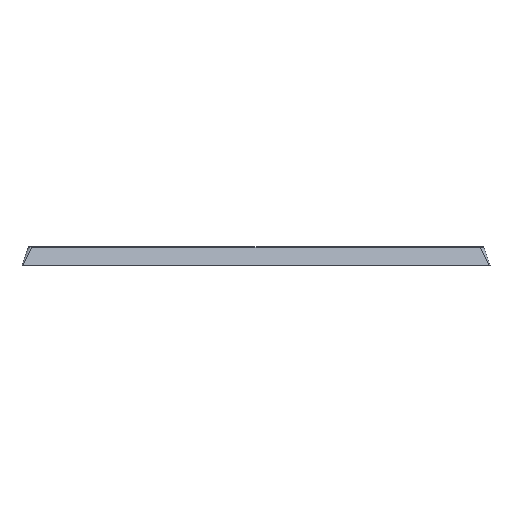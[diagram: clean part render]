
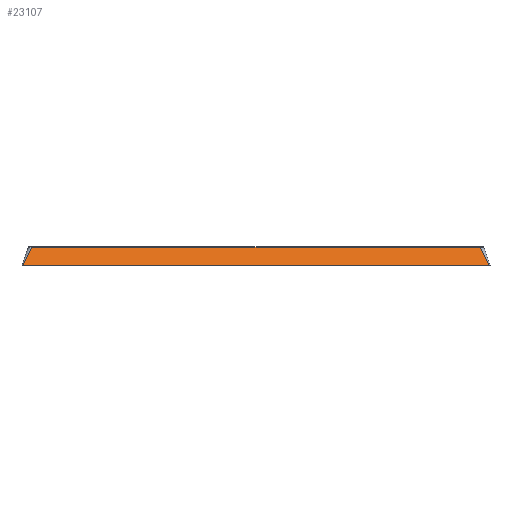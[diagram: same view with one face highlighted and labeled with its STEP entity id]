
A CAD part, top view. The second image highlights one B-rep face of the part: STEP entity #23107.
In plain terms, the highlighted planar face has unit normal (0, 0.342, 0.94).
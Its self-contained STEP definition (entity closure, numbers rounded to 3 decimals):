
#229 = B_SPLINE_CURVE_WITH_KNOTS ( 'NONE', 3,
 ( #5227, #9176, #10764, #3234 ),
 .UNSPECIFIED., .F., .F.,
 ( 4, 4 ),
 ( 0., 1. ),
 .UNSPECIFIED. ) ;
#401 = LINE ( 'NONE', #4242, #13480 ) ;
#1182 = DIRECTION ( 'NONE',  ( 0., 0.342, 0.94 ) ) ;
#1560 = CARTESIAN_POINT ( 'NONE',  ( 0., 0., 0. ) ) ;
#3234 = CARTESIAN_POINT ( 'NONE',  ( 28.951, 0., 0. ) ) ;
#3789 = ORIENTED_EDGE ( 'NONE', *, *, #23605, .T. ) ;
#4242 = CARTESIAN_POINT ( 'NONE',  ( 0., 0., 0. ) ) ;
#4454 = CARTESIAN_POINT ( 'NONE',  ( 33.266, 8.87, -3.228 ) ) ;
#5227 = CARTESIAN_POINT ( 'NONE',  ( 33.266, 8.87, -3.228 ) ) ;
#5469 = EDGE_CURVE ( 'NONE', #8699, #17382, #9449, .T. ) ;
#8699 = VERTEX_POINT ( 'NONE', #9766 ) ;
#9176 = CARTESIAN_POINT ( 'NONE',  ( 32.017, 6.359, -2.315 ) ) ;
#9449 = B_SPLINE_CURVE_WITH_KNOTS ( 'NONE', 3,
 ( #18142, #22127, #24362, #9963 ),
 .UNSPECIFIED., .F., .F.,
 ( 4, 4 ),
 ( 0., 1. ),
 .UNSPECIFIED. ) ;
#9544 = CARTESIAN_POINT ( 'NONE',  ( 28.951, 0., 0. ) ) ;
#9766 = CARTESIAN_POINT ( 'NONE',  ( 255.849, 0., 0. ) ) ;
#9963 = CARTESIAN_POINT ( 'NONE',  ( 251.534, 8.87, -3.228 ) ) ;
#10764 = CARTESIAN_POINT ( 'NONE',  ( 30.579, 3.403, -1.239 ) ) ;
#10973 = VERTEX_POINT ( 'NONE', #4454 ) ;
#11405 = AXIS2_PLACEMENT_3D ( 'NONE', #1560, #1182, #11598 ) ;
#11468 = FACE_OUTER_BOUND ( 'NONE', #23557, .T. ) ;
#11598 = DIRECTION ( 'NONE',  ( 0., -0.94, 0.342 ) ) ;
#11997 = ORIENTED_EDGE ( 'NONE', *, *, #22833, .T. ) ;
#12140 = DIRECTION ( 'NONE',  ( 1., 0., 0. ) ) ;
#12752 = VERTEX_POINT ( 'NONE', #9544 ) ;
#13459 = ORIENTED_EDGE ( 'NONE', *, *, #22463, .T. ) ;
#13480 = VECTOR ( 'NONE', #12140, 1000. ) ;
#14164 = CARTESIAN_POINT ( 'NONE',  ( 4.855, 8.87, -3.228 ) ) ;
#14240 = ORIENTED_EDGE ( 'NONE', *, *, #5469, .T. ) ;
#14358 = VECTOR ( 'NONE', #18247, 1000. ) ;
#17382 = VERTEX_POINT ( 'NONE', #23897 ) ;
#18142 = CARTESIAN_POINT ( 'NONE',  ( 255.849, 0., 0. ) ) ;
#18247 = DIRECTION ( 'NONE',  ( -1., 0., 0. ) ) ;
#20628 = LINE ( 'NONE', #14164, #14358 ) ;
#22127 = CARTESIAN_POINT ( 'NONE',  ( 254.221, 3.403, -1.239 ) ) ;
#22463 = EDGE_CURVE ( 'NONE', #10973, #12752, #229, .T. ) ;
#22833 = EDGE_CURVE ( 'NONE', #12752, #8699, #401, .T. ) ;
#23107 = ADVANCED_FACE ( 'NONE', ( #11468 ), #25738, .T. ) ;
#23557 = EDGE_LOOP ( 'NONE', ( #14240, #3789, #13459, #11997 ) ) ;
#23605 = EDGE_CURVE ( 'NONE', #17382, #10973, #20628, .T. ) ;
#23897 = CARTESIAN_POINT ( 'NONE',  ( 251.534, 8.87, -3.228 ) ) ;
#24362 = CARTESIAN_POINT ( 'NONE',  ( 252.783, 6.359, -2.315 ) ) ;
#25738 = PLANE ( 'NONE',  #11405 ) ;
